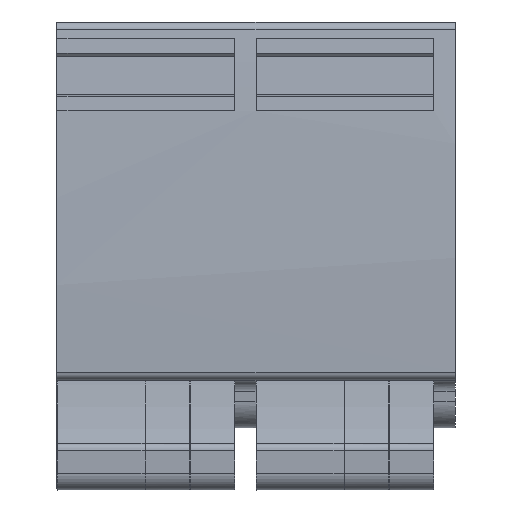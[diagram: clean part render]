
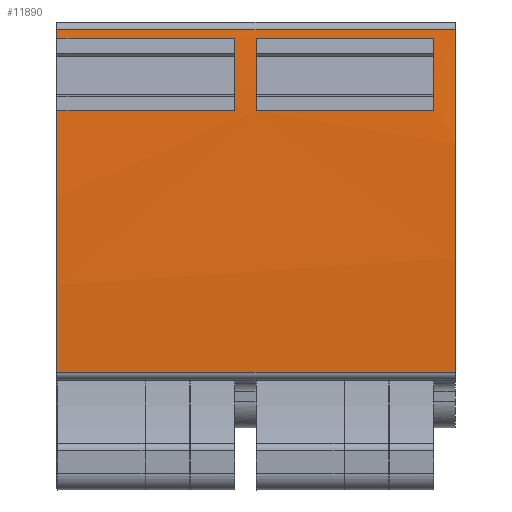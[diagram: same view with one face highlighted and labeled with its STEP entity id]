
A CAD part, front view. The second image highlights one B-rep face of the part: STEP entity #11890.
In plain terms, the highlighted cylindrical face has radius 240 mm (diameter 480 mm), a partial arc.
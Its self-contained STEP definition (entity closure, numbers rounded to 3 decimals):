
#1075=AXIS2_PLACEMENT_3D('Circle Axis2P3D',#1073,#1074,$) ;
#1227=AXIS2_PLACEMENT_3D('Circle Axis2P3D',#1225,#1226,$) ;
#11813=AXIS2_PLACEMENT_3D('Cylinder Axis2P3D',#11810,#11811,#11812) ;
#11824=AXIS2_PLACEMENT_3D('Circle Axis2P3D',#11822,#11823,$) ;
#11836=AXIS2_PLACEMENT_3D('Circle Axis2P3D',#11834,#11835,$) ;
#11858=AXIS2_PLACEMENT_3D('Circle Axis2P3D',#11856,#11857,$) ;
#11874=AXIS2_PLACEMENT_3D('Circle Axis2P3D',#11872,#11873,$) ;
#1070=CARTESIAN_POINT('Vertex',(0.,1.528,13.395)) ;
#1073=CARTESIAN_POINT('Axis2P3D Location',(0.,241.17,26.5)) ;
#1077=CARTESIAN_POINT('Vertex',(0.,1.741,43.048)) ;
#1222=CARTESIAN_POINT('Vertex',(0.,2.456,51.317)) ;
#1225=CARTESIAN_POINT('Axis2P3D Location',(0.,241.17,26.5)) ;
#1229=CARTESIAN_POINT('Vertex',(0.,2.554,52.242)) ;
#11791=CARTESIAN_POINT('Line Origine',(5.,2.554,52.242)) ;
#11795=CARTESIAN_POINT('Vertex',(45.2,2.554,52.242)) ;
#11810=CARTESIAN_POINT('Axis2P3D Location',(5.,241.17,26.5)) ;
#11815=CARTESIAN_POINT('Line Origine',(5.,1.528,13.395)) ;
#11819=CARTESIAN_POINT('Vertex',(45.2,1.528,13.395)) ;
#11822=CARTESIAN_POINT('Axis2P3D Location',(45.2,241.17,26.5)) ;
#11827=CARTESIAN_POINT('Line Origine',(5.,2.456,51.317)) ;
#11831=CARTESIAN_POINT('Vertex',(20.2,2.456,51.317)) ;
#11834=CARTESIAN_POINT('Axis2P3D Location',(20.2,241.17,26.5)) ;
#11838=CARTESIAN_POINT('Vertex',(20.2,1.741,43.048)) ;
#11841=CARTESIAN_POINT('Line Origine',(5.,1.741,43.048)) ;
#11856=CARTESIAN_POINT('Axis2P3D Location',(42.8,241.17,26.5)) ;
#11860=CARTESIAN_POINT('Vertex',(42.8,1.741,43.048)) ;
#11862=CARTESIAN_POINT('Vertex',(42.8,2.456,51.317)) ;
#11865=CARTESIAN_POINT('Line Origine',(5.,1.741,43.048)) ;
#11869=CARTESIAN_POINT('Vertex',(22.6,1.741,43.048)) ;
#11872=CARTESIAN_POINT('Axis2P3D Location',(22.6,241.17,26.5)) ;
#11876=CARTESIAN_POINT('Vertex',(22.6,2.456,51.317)) ;
#11879=CARTESIAN_POINT('Line Origine',(5.,2.456,51.317)) ;
#1074=DIRECTION('Axis2P3D Direction',(1.,0.,0.)) ;
#1226=DIRECTION('Axis2P3D Direction',(1.,0.,0.)) ;
#11792=DIRECTION('Vector Direction',(1.,0.,0.)) ;
#11811=DIRECTION('Axis2P3D Direction',(1.,0.,0.)) ;
#11812=DIRECTION('Axis2P3D XDirection',(0.,-0.994,0.107)) ;
#11816=DIRECTION('Vector Direction',(1.,0.,0.)) ;
#11823=DIRECTION('Axis2P3D Direction',(1.,0.,0.)) ;
#11828=DIRECTION('Vector Direction',(1.,0.,0.)) ;
#11835=DIRECTION('Axis2P3D Direction',(1.,0.,0.)) ;
#11842=DIRECTION('Vector Direction',(1.,0.,0.)) ;
#11857=DIRECTION('Axis2P3D Direction',(1.,0.,0.)) ;
#11866=DIRECTION('Vector Direction',(1.,0.,0.)) ;
#11873=DIRECTION('Axis2P3D Direction',(1.,0.,0.)) ;
#11880=DIRECTION('Vector Direction',(1.,0.,0.)) ;
#11793=VECTOR('Line Direction',#11792,1.) ;
#11817=VECTOR('Line Direction',#11816,1.) ;
#11829=VECTOR('Line Direction',#11828,1.) ;
#11843=VECTOR('Line Direction',#11842,1.) ;
#11867=VECTOR('Line Direction',#11866,1.) ;
#11881=VECTOR('Line Direction',#11880,1.) ;
#11847=ORIENTED_EDGE('',*,*,#11821,.T.) ;
#11848=ORIENTED_EDGE('',*,*,#11826,.F.) ;
#11849=ORIENTED_EDGE('',*,*,#11797,.F.) ;
#11850=ORIENTED_EDGE('',*,*,#1231,.T.) ;
#11851=ORIENTED_EDGE('',*,*,#11833,.F.) ;
#11852=ORIENTED_EDGE('',*,*,#11840,.F.) ;
#11853=ORIENTED_EDGE('',*,*,#11845,.T.) ;
#11854=ORIENTED_EDGE('',*,*,#1079,.T.) ;
#11885=ORIENTED_EDGE('',*,*,#11864,.F.) ;
#11886=ORIENTED_EDGE('',*,*,#11871,.T.) ;
#11887=ORIENTED_EDGE('',*,*,#11878,.F.) ;
#11888=ORIENTED_EDGE('',*,*,#11883,.F.) ;
#11889=FACE_BOUND('',#11884,.T.) ;
#11890=ADVANCED_FACE('SET AAP12 10/2.5/10C',(#11855,#11889),#11814,.T.) ;
#1076=CIRCLE('generated circle',#1075,240.) ;
#1228=CIRCLE('generated circle',#1227,240.001) ;
#11825=CIRCLE('generated circle',#11824,240.) ;
#11837=CIRCLE('generated circle',#11836,240.) ;
#11859=CIRCLE('generated circle',#11858,240.) ;
#11875=CIRCLE('generated circle',#11874,240.) ;
#11814=CYLINDRICAL_SURFACE('generated cylinder',#11813,240.) ;
#1079=EDGE_CURVE('',#1078,#1071,#1076,.T.) ;
#1231=EDGE_CURVE('',#1230,#1223,#1228,.T.) ;
#11797=EDGE_CURVE('',#1230,#11796,#11794,.T.) ;
#11821=EDGE_CURVE('',#1071,#11820,#11818,.T.) ;
#11826=EDGE_CURVE('',#11796,#11820,#11825,.T.) ;
#11833=EDGE_CURVE('',#11832,#1223,#11830,.F.) ;
#11840=EDGE_CURVE('',#11839,#11832,#11837,.F.) ;
#11845=EDGE_CURVE('',#11839,#1078,#11844,.F.) ;
#11864=EDGE_CURVE('',#11861,#11863,#11859,.F.) ;
#11871=EDGE_CURVE('',#11861,#11870,#11868,.F.) ;
#11878=EDGE_CURVE('',#11877,#11870,#11875,.T.) ;
#11883=EDGE_CURVE('',#11863,#11877,#11882,.F.) ;
#11846=EDGE_LOOP('',(#11847,#11848,#11849,#11850,#11851,#11852,#11853,#11854)) ;
#11884=EDGE_LOOP('',(#11885,#11886,#11887,#11888)) ;
#11855=FACE_OUTER_BOUND('',#11846,.T.) ;
#11794=LINE('Line',#11791,#11793) ;
#11818=LINE('Line',#11815,#11817) ;
#11830=LINE('Line',#11827,#11829) ;
#11844=LINE('Line',#11841,#11843) ;
#11868=LINE('Line',#11865,#11867) ;
#11882=LINE('Line',#11879,#11881) ;
#1071=VERTEX_POINT('',#1070) ;
#1078=VERTEX_POINT('',#1077) ;
#1223=VERTEX_POINT('',#1222) ;
#1230=VERTEX_POINT('',#1229) ;
#11796=VERTEX_POINT('',#11795) ;
#11820=VERTEX_POINT('',#11819) ;
#11832=VERTEX_POINT('',#11831) ;
#11839=VERTEX_POINT('',#11838) ;
#11861=VERTEX_POINT('',#11860) ;
#11863=VERTEX_POINT('',#11862) ;
#11870=VERTEX_POINT('',#11869) ;
#11877=VERTEX_POINT('',#11876) ;
